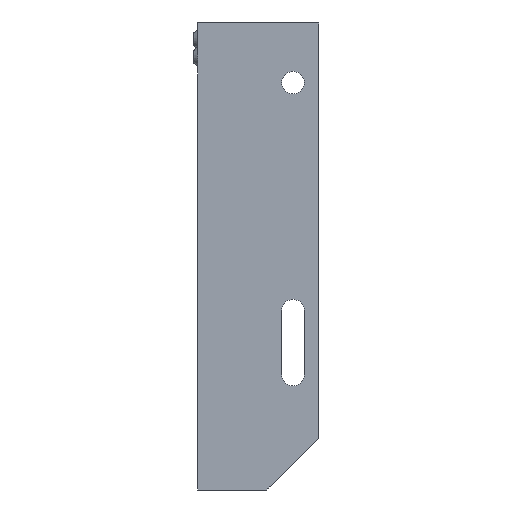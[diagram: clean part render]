
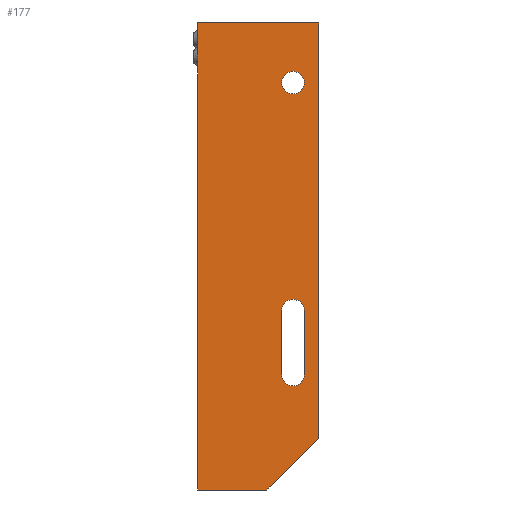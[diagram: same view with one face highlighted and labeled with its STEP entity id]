
A CAD part, left-side view. The second image highlights one B-rep face of the part: STEP entity #177.
In plain terms, the highlighted planar face has unit normal (-1, 0, 0).
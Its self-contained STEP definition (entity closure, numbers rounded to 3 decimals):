
#66 = AXIS2_PLACEMENT_3D ( 'NONE', #22558, #16088, #3774 ) ;
#177 = ADVANCED_FACE ( 'NONE', ( #6008, #10827, #7272 ), #20308, .F. ) ;
#862 = CIRCLE ( 'NONE', #11832, 6.5 ) ;
#886 = VECTOR ( 'NONE', #10623, 1000. ) ;
#962 = EDGE_CURVE ( 'NONE', #14280, #1307, #9824, .T. ) ;
#1307 = VERTEX_POINT ( 'NONE', #9812 ) ;
#1333 = EDGE_CURVE ( 'NONE', #14011, #3406, #12354, .T. ) ;
#1344 = CARTESIAN_POINT ( 'NONE',  ( -300., 21.5, -203.5 ) ) ;
#1730 = DIRECTION ( 'NONE',  ( 0., 0., -1. ) ) ;
#1800 = DIRECTION ( 'NONE',  ( 0., 0., -1. ) ) ;
#1981 = ORIENTED_EDGE ( 'NONE', *, *, #2823, .T. ) ;
#2678 = CIRCLE ( 'NONE', #8304, 6.5 ) ;
#2823 = EDGE_CURVE ( 'NONE', #6813, #23467, #5231, .T. ) ;
#3278 = AXIS2_PLACEMENT_3D ( 'NONE', #25858, #22174, #18002 ) ;
#3406 = VERTEX_POINT ( 'NONE', #4572 ) ;
#3501 = VERTEX_POINT ( 'NONE', #13100 ) ;
#3678 = DIRECTION ( 'NONE',  ( 1., 0., 0. ) ) ;
#3774 = DIRECTION ( 'NONE',  ( 0., 0., -1. ) ) ;
#4572 = CARTESIAN_POINT ( 'NONE',  ( -300., 30., -270. ) ) ;
#5231 = LINE ( 'NONE', #19721, #9406 ) ;
#5286 = LINE ( 'NONE', #24467, #26517 ) ;
#5426 = ORIENTED_EDGE ( 'NONE', *, *, #14291, .F. ) ;
#5646 = VECTOR ( 'NONE', #12665, 1000. ) ;
#5817 = EDGE_CURVE ( 'NONE', #25264, #6813, #862, .T. ) ;
#5864 = DIRECTION ( 'NONE',  ( 0., 0., -1. ) ) ;
#5865 = ORIENTED_EDGE ( 'NONE', *, *, #5817, .T. ) ;
#5869 = LINE ( 'NONE', #19697, #18044 ) ;
#6008 = FACE_BOUND ( 'NONE', #16986, .T. ) ;
#6813 = VERTEX_POINT ( 'NONE', #1344 ) ;
#7272 = FACE_OUTER_BOUND ( 'NONE', #17364, .T. ) ;
#7377 = CARTESIAN_POINT ( 'NONE',  ( -300., 0., -240. ) ) ;
#7537 = CARTESIAN_POINT ( 'NONE',  ( -300., 30., -270. ) ) ;
#7618 = VERTEX_POINT ( 'NONE', #18441 ) ;
#7627 = DIRECTION ( 'NONE',  ( 0., 0.707, -0.707 ) ) ;
#7717 = DIRECTION ( 'NONE',  ( 0., 0., -1. ) ) ;
#7964 = EDGE_CURVE ( 'NONE', #23671, #25545, #2678, .T. ) ;
#7982 = CARTESIAN_POINT ( 'NONE',  ( -300., 15., -210. ) ) ;
#8277 = CARTESIAN_POINT ( 'NONE',  ( -300., 70., 0. ) ) ;
#8304 = AXIS2_PLACEMENT_3D ( 'NONE', #26387, #14053, #1730 ) ;
#9406 = VECTOR ( 'NONE', #13627, 1000. ) ;
#9555 = EDGE_CURVE ( 'NONE', #1307, #13833, #5869, .T. ) ;
#9812 = CARTESIAN_POINT ( 'NONE',  ( -300., 70., 0. ) ) ;
#9824 = LINE ( 'NONE', #8277, #5646 ) ;
#10116 = VECTOR ( 'NONE', #7627, 1000. ) ;
#10238 = EDGE_CURVE ( 'NONE', #25545, #23671, #25430, .T. ) ;
#10448 = LINE ( 'NONE', #24456, #24608 ) ;
#10567 = AXIS2_PLACEMENT_3D ( 'NONE', #24306, #11988, #16205 ) ;
#10623 = DIRECTION ( 'NONE',  ( 0., 1., 0. ) ) ;
#10827 = FACE_BOUND ( 'NONE', #20451, .T. ) ;
#11222 = ORIENTED_EDGE ( 'NONE', *, *, #24397, .T. ) ;
#11533 = LINE ( 'NONE', #25176, #886 ) ;
#11832 = AXIS2_PLACEMENT_3D ( 'NONE', #15909, #3678, #7717 ) ;
#11931 = ORIENTED_EDGE ( 'NONE', *, *, #16225, .T. ) ;
#11988 = DIRECTION ( 'NONE',  ( 1., 0., 0. ) ) ;
#12354 = LINE ( 'NONE', #7537, #10116 ) ;
#12665 = DIRECTION ( 'NONE',  ( 0., 0., 1. ) ) ;
#13100 = CARTESIAN_POINT ( 'NONE',  ( -300., 8.5, -203.5 ) ) ;
#13627 = DIRECTION ( 'NONE',  ( 0., 0., 1. ) ) ;
#13833 = VERTEX_POINT ( 'NONE', #20985 ) ;
#14011 = VERTEX_POINT ( 'NONE', #7377 ) ;
#14053 = DIRECTION ( 'NONE',  ( 1., 0., 0. ) ) ;
#14280 = VERTEX_POINT ( 'NONE', #16454 ) ;
#14291 = EDGE_CURVE ( 'NONE', #13833, #14011, #5286, .T. ) ;
#14821 = CARTESIAN_POINT ( 'NONE',  ( -300., 15., -41.5 ) ) ;
#15558 = EDGE_CURVE ( 'NONE', #3406, #14280, #11533, .T. ) ;
#15909 = CARTESIAN_POINT ( 'NONE',  ( -300., 15., -203.5 ) ) ;
#15945 = ORIENTED_EDGE ( 'NONE', *, *, #16187, .T. ) ;
#16088 = DIRECTION ( 'NONE',  ( 1., 0., 0. ) ) ;
#16187 = EDGE_CURVE ( 'NONE', #23467, #7618, #23111, .T. ) ;
#16205 = DIRECTION ( 'NONE',  ( 0., 0., 1. ) ) ;
#16225 = EDGE_CURVE ( 'NONE', #3501, #25264, #23420, .T. ) ;
#16231 = CARTESIAN_POINT ( 'NONE',  ( -300., 15., -28.5 ) ) ;
#16454 = CARTESIAN_POINT ( 'NONE',  ( -300., 70., -270. ) ) ;
#16986 = EDGE_LOOP ( 'NONE', ( #11222, #11931, #5865, #1981, #15945 ) ) ;
#17076 = CARTESIAN_POINT ( 'NONE',  ( -300., 21.5, -166.5 ) ) ;
#17364 = EDGE_LOOP ( 'NONE', ( #5426, #20806, #23543, #20333, #23332 ) ) ;
#18002 = DIRECTION ( 'NONE',  ( 0., 0., -1. ) ) ;
#18044 = VECTOR ( 'NONE', #21684, 1000. ) ;
#18441 = CARTESIAN_POINT ( 'NONE',  ( -300., 8.5, -166.5 ) ) ;
#19451 = DIRECTION ( 'NONE',  ( 1., 0., 0. ) ) ;
#19697 = CARTESIAN_POINT ( 'NONE',  ( -300., 0., 0. ) ) ;
#19721 = CARTESIAN_POINT ( 'NONE',  ( -300., 21.5, -203.5 ) ) ;
#20308 = PLANE ( 'NONE',  #10567 ) ;
#20333 = ORIENTED_EDGE ( 'NONE', *, *, #15558, .F. ) ;
#20451 = EDGE_LOOP ( 'NONE', ( #26571, #20815 ) ) ;
#20806 = ORIENTED_EDGE ( 'NONE', *, *, #9555, .F. ) ;
#20815 = ORIENTED_EDGE ( 'NONE', *, *, #7964, .T. ) ;
#20985 = CARTESIAN_POINT ( 'NONE',  ( -300., 0., 0. ) ) ;
#21359 = CARTESIAN_POINT ( 'NONE',  ( -300., 15., -166.5 ) ) ;
#21443 = DIRECTION ( 'NONE',  ( 0., 0., -1. ) ) ;
#21684 = DIRECTION ( 'NONE',  ( 0., -1., 0. ) ) ;
#22174 = DIRECTION ( 'NONE',  ( 1., 0., 0. ) ) ;
#22558 = CARTESIAN_POINT ( 'NONE',  ( -300., 15., -35. ) ) ;
#23111 = CIRCLE ( 'NONE', #26216, 6.5 ) ;
#23332 = ORIENTED_EDGE ( 'NONE', *, *, #1333, .F. ) ;
#23420 = CIRCLE ( 'NONE', #3278, 6.5 ) ;
#23467 = VERTEX_POINT ( 'NONE', #17076 ) ;
#23543 = ORIENTED_EDGE ( 'NONE', *, *, #962, .F. ) ;
#23671 = VERTEX_POINT ( 'NONE', #16231 ) ;
#24306 = CARTESIAN_POINT ( 'NONE',  ( -300., 0., 0. ) ) ;
#24397 = EDGE_CURVE ( 'NONE', #7618, #3501, #10448, .T. ) ;
#24456 = CARTESIAN_POINT ( 'NONE',  ( -300., 8.5, -166.5 ) ) ;
#24467 = CARTESIAN_POINT ( 'NONE',  ( -300., 0., -240. ) ) ;
#24608 = VECTOR ( 'NONE', #5864, 1000. ) ;
#25176 = CARTESIAN_POINT ( 'NONE',  ( -300., 70., -270. ) ) ;
#25264 = VERTEX_POINT ( 'NONE', #7982 ) ;
#25430 = CIRCLE ( 'NONE', #66, 6.5 ) ;
#25545 = VERTEX_POINT ( 'NONE', #14821 ) ;
#25858 = CARTESIAN_POINT ( 'NONE',  ( -300., 15., -203.5 ) ) ;
#26216 = AXIS2_PLACEMENT_3D ( 'NONE', #21359, #19451, #21443 ) ;
#26387 = CARTESIAN_POINT ( 'NONE',  ( -300., 15., -35. ) ) ;
#26517 = VECTOR ( 'NONE', #1800, 1000. ) ;
#26571 = ORIENTED_EDGE ( 'NONE', *, *, #10238, .T. ) ;
